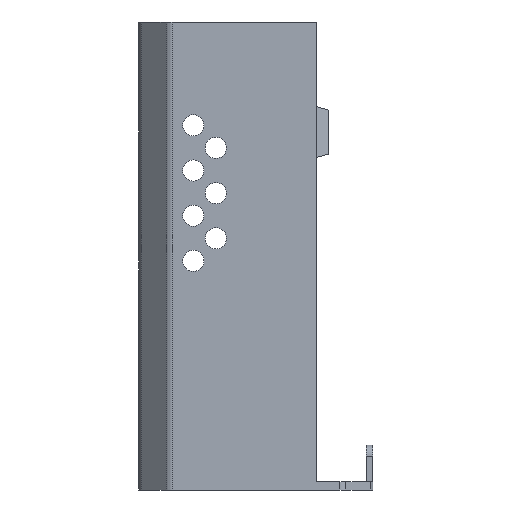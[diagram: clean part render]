
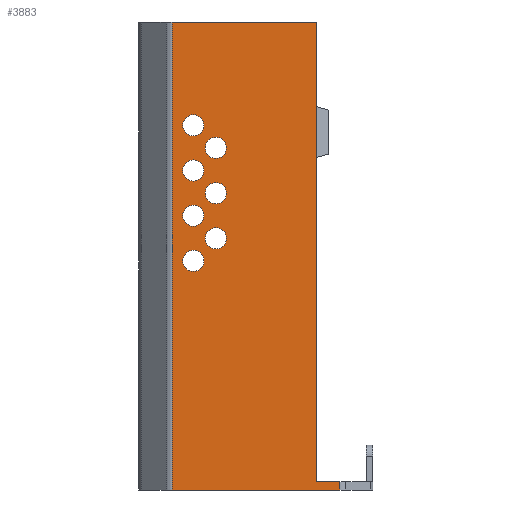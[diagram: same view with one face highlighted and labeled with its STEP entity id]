
A CAD part, left-side view. The second image highlights one B-rep face of the part: STEP entity #3883.
In plain terms, the highlighted face is planar.
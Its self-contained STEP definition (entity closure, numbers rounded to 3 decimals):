
#108=FACE_BOUND('',#840,.T.);
#109=FACE_BOUND('',#841,.T.);
#110=FACE_BOUND('',#842,.T.);
#111=FACE_BOUND('',#843,.T.);
#112=FACE_BOUND('',#844,.T.);
#113=FACE_BOUND('',#845,.T.);
#114=FACE_BOUND('',#846,.T.);
#145=CIRCLE('',#3986,2.5);
#149=CIRCLE('',#3992,2.5);
#154=CIRCLE('',#3999,2.5);
#158=CIRCLE('',#4005,2.5);
#163=CIRCLE('',#4012,2.5);
#168=CIRCLE('',#4019,2.5);
#173=CIRCLE('',#4026,2.5);
#571=FACE_OUTER_BOUND('',#839,.T.);
#839=EDGE_LOOP('',(#3555,#3556,#3557,#3558,#3559,#3560));
#840=EDGE_LOOP('',(#3561));
#841=EDGE_LOOP('',(#3562));
#842=EDGE_LOOP('',(#3563));
#843=EDGE_LOOP('',(#3564));
#844=EDGE_LOOP('',(#3565));
#845=EDGE_LOOP('',(#3566));
#846=EDGE_LOOP('',(#3567));
#1192=LINE('',#7069,#1544);
#1207=LINE('',#7110,#1559);
#1208=LINE('',#7113,#1560);
#1228=LINE('',#7165,#1580);
#1229=LINE('',#7169,#1581);
#1230=LINE('',#7170,#1582);
#1544=VECTOR('',#5272,10.);
#1559=VECTOR('',#5313,10.);
#1560=VECTOR('',#5316,10.);
#1580=VECTOR('',#5376,10.);
#1581=VECTOR('',#5381,10.);
#1582=VECTOR('',#5382,10.);
#1694=VERTEX_POINT('',#6379);
#1698=VERTEX_POINT('',#6391);
#1702=VERTEX_POINT('',#6404);
#1706=VERTEX_POINT('',#6416);
#1710=VERTEX_POINT('',#6429);
#1714=VERTEX_POINT('',#6442);
#1718=VERTEX_POINT('',#6455);
#1921=VERTEX_POINT('',#7065);
#1923=VERTEX_POINT('',#7068);
#1936=VERTEX_POINT('',#7108);
#1937=VERTEX_POINT('',#7112);
#1949=VERTEX_POINT('',#7164);
#1950=VERTEX_POINT('',#7168);
#2102=EDGE_CURVE('',#1694,#1694,#145,.T.);
#2108=EDGE_CURVE('',#1698,#1698,#149,.T.);
#2115=EDGE_CURVE('',#1702,#1702,#154,.T.);
#2121=EDGE_CURVE('',#1706,#1706,#158,.T.);
#2128=EDGE_CURVE('',#1710,#1710,#163,.T.);
#2135=EDGE_CURVE('',#1714,#1714,#168,.T.);
#2142=EDGE_CURVE('',#1718,#1718,#173,.T.);
#2445=EDGE_CURVE('',#1921,#1923,#1192,.T.);
#2467=EDGE_CURVE('',#1936,#1921,#1207,.T.);
#2468=EDGE_CURVE('',#1923,#1937,#1208,.T.);
#2495=EDGE_CURVE('',#1949,#1937,#1228,.T.);
#2497=EDGE_CURVE('',#1950,#1936,#1229,.T.);
#2498=EDGE_CURVE('',#1949,#1950,#1230,.T.);
#3555=ORIENTED_EDGE('',*,*,#2497,.F.);
#3556=ORIENTED_EDGE('',*,*,#2498,.F.);
#3557=ORIENTED_EDGE('',*,*,#2495,.T.);
#3558=ORIENTED_EDGE('',*,*,#2468,.F.);
#3559=ORIENTED_EDGE('',*,*,#2445,.F.);
#3560=ORIENTED_EDGE('',*,*,#2467,.F.);
#3561=ORIENTED_EDGE('',*,*,#2102,.T.);
#3562=ORIENTED_EDGE('',*,*,#2108,.T.);
#3563=ORIENTED_EDGE('',*,*,#2115,.T.);
#3564=ORIENTED_EDGE('',*,*,#2121,.T.);
#3565=ORIENTED_EDGE('',*,*,#2128,.T.);
#3566=ORIENTED_EDGE('',*,*,#2135,.T.);
#3567=ORIENTED_EDGE('',*,*,#2142,.T.);
#3694=PLANE('',#4285);
#3883=ADVANCED_FACE('',(#571,#108,#109,#110,#111,#112,#113,#114),#3694,
 .T.);
#3986=AXIS2_PLACEMENT_3D('',#6381,#4549,#4550);
#3992=AXIS2_PLACEMENT_3D('',#6393,#4563,#4564);
#3999=AXIS2_PLACEMENT_3D('',#6406,#4579,#4580);
#4005=AXIS2_PLACEMENT_3D('',#6418,#4593,#4594);
#4012=AXIS2_PLACEMENT_3D('',#6431,#4609,#4610);
#4019=AXIS2_PLACEMENT_3D('',#6444,#4625,#4626);
#4026=AXIS2_PLACEMENT_3D('',#6457,#4641,#4642);
#4285=AXIS2_PLACEMENT_3D('',#7167,#5379,#5380);
#4549=DIRECTION('center_axis',(-1.,0.,0.));
#4550=DIRECTION('ref_axis',(0.,0.,-1.));
#4563=DIRECTION('center_axis',(-1.,0.,0.));
#4564=DIRECTION('ref_axis',(0.,0.,-1.));
#4579=DIRECTION('center_axis',(-1.,0.,0.));
#4580=DIRECTION('ref_axis',(0.,0.,-1.));
#4593=DIRECTION('center_axis',(-1.,0.,0.));
#4594=DIRECTION('ref_axis',(0.,0.,-1.));
#4609=DIRECTION('center_axis',(-1.,0.,0.));
#4610=DIRECTION('ref_axis',(0.,0.,-1.));
#4625=DIRECTION('center_axis',(-1.,0.,0.));
#4626=DIRECTION('ref_axis',(0.,0.,-1.));
#4641=DIRECTION('center_axis',(-1.,0.,0.));
#4642=DIRECTION('ref_axis',(0.,0.,-1.));
#5272=DIRECTION('',(0.,0.,1.));
#5313=DIRECTION('',(0.,-1.,0.));
#5316=DIRECTION('',(0.,1.,0.));
#5376=DIRECTION('',(0.,0.,1.));
#5379=DIRECTION('center_axis',(1.,0.,0.));
#5380=DIRECTION('ref_axis',(0.,1.,0.));
#5381=DIRECTION('',(0.,0.,1.));
#5382=DIRECTION('',(0.,-1.,0.));
#6379=CARTESIAN_POINT('',(41.,9.464,42.899));
#6381=CARTESIAN_POINT('Origin',(41.,9.464,40.399));
#6391=CARTESIAN_POINT('',(41.,14.797,48.232));
#6393=CARTESIAN_POINT('Origin',(41.,14.797,45.732));
#6404=CARTESIAN_POINT('',(41.,9.464,32.233));
#6406=CARTESIAN_POINT('Origin',(41.,9.464,29.733));
#6416=CARTESIAN_POINT('',(41.,14.797,26.9));
#6418=CARTESIAN_POINT('Origin',(41.,14.797,24.4));
#6429=CARTESIAN_POINT('',(41.,14.797,37.566));
#6431=CARTESIAN_POINT('Origin',(41.,14.797,35.066));
#6442=CARTESIAN_POINT('',(41.,14.797,58.898));
#6444=CARTESIAN_POINT('Origin',(41.,14.797,56.398));
#6455=CARTESIAN_POINT('',(41.,9.464,53.565));
#6457=CARTESIAN_POINT('Origin',(41.,9.464,51.065));
#7065=CARTESIAN_POINT('',(41.,-19.797,108.5));
#7068=CARTESIAN_POINT('',(41.,-19.797,110.5));
#7069=CARTESIAN_POINT('',(41.,-19.797,108.5));
#7108=CARTESIAN_POINT('',(41.,-14.225,108.5));
#7110=CARTESIAN_POINT('',(41.,19.797,108.5));
#7112=CARTESIAN_POINT('',(41.,19.797,110.5));
#7113=CARTESIAN_POINT('',(41.,19.797,110.5));
#7164=CARTESIAN_POINT('',(41.,19.797,0.));
#7165=CARTESIAN_POINT('',(41.,19.797,108.5));
#7167=CARTESIAN_POINT('Origin',(41.,-14.225,0.));
#7168=CARTESIAN_POINT('',(41.,-14.225,0.));
#7169=CARTESIAN_POINT('',(41.,-14.225,0.));
#7170=CARTESIAN_POINT('',(41.,19.797,0.));
